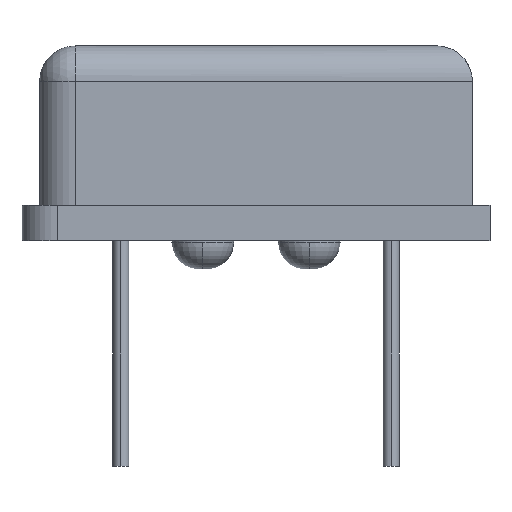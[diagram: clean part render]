
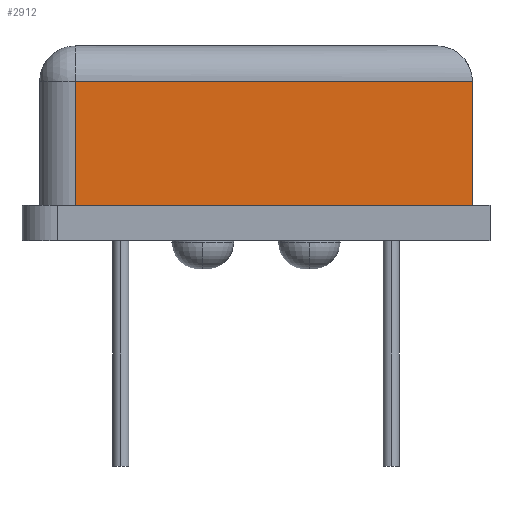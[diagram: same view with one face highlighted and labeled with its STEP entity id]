
A CAD part, left-side view. The second image highlights one B-rep face of the part: STEP entity #2912.
In plain terms, the highlighted planar face has unit normal (-1, 0, 0).
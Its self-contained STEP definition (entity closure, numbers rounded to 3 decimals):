
#49 = VERTEX_POINT ( 'NONE', #2748 ) ;
#310 = CARTESIAN_POINT ( 'NONE',  ( -6.1, -6.1, 4. ) ) ;
#508 = LINE ( 'NONE', #509, #742 ) ;
#509 = CARTESIAN_POINT ( 'NONE',  ( -6.1, 6.1, 0.5 ) ) ;
#510 = DIRECTION ( 'NONE',  ( 0., -1., 0. ) ) ;
#742 = VECTOR ( 'NONE', #510, 1000. ) ;
#882 = EDGE_CURVE ( 'NONE', #49, #2821, #3188, .T. ) ;
#886 = EDGE_CURVE ( 'NONE', #3924, #49, #3200, .T. ) ;
#912 = EDGE_CURVE ( 'NONE', #3924, #2849, #1913, .T. ) ;
#1103 = PLANE ( 'NONE',  #1634 ) ;
#1104 = CARTESIAN_POINT ( 'NONE',  ( -6.1, 6.1, 5. ) ) ;
#1105 = DIRECTION ( 'NONE',  ( 1., 0., 0. ) ) ;
#1106 = DIRECTION ( 'NONE',  ( 0., 0., -1. ) ) ;
#1324 = CARTESIAN_POINT ( 'NONE',  ( -6.1, 5.1, 0.5 ) ) ;
#1352 = CARTESIAN_POINT ( 'NONE',  ( -6.1, -6.1, 0.5 ) ) ;
#1634 = AXIS2_PLACEMENT_3D ( 'NONE', #1104, #1105, #1106 ) ;
#1679 = FACE_OUTER_BOUND ( 'NONE', #2437, .T. ) ;
#1758 = VECTOR ( 'NONE', #3190, 1000. ) ;
#1913 = LINE ( 'NONE', #1914, #2568 ) ;
#1914 = CARTESIAN_POINT ( 'NONE',  ( -6.1, -6.1, 5. ) ) ;
#1915 = DIRECTION ( 'NONE',  ( 0., 0., -1. ) ) ;
#2437 = EDGE_LOOP ( 'NONE', ( #2476, #2641, #2634, #2675 ) ) ;
#2476 = ORIENTED_EDGE ( 'NONE', *, *, #912, .F. ) ;
#2568 = VECTOR ( 'NONE', #1915, 1000. ) ;
#2634 = ORIENTED_EDGE ( 'NONE', *, *, #882, .T. ) ;
#2641 = ORIENTED_EDGE ( 'NONE', *, *, #886, .T. ) ;
#2675 = ORIENTED_EDGE ( 'NONE', *, *, #2943, .T. ) ;
#2717 = VECTOR ( 'NONE', #3202, 1000. ) ;
#2748 = CARTESIAN_POINT ( 'NONE',  ( -6.1, 5.1, 4. ) ) ;
#2821 = VERTEX_POINT ( 'NONE', #1324 ) ;
#2849 = VERTEX_POINT ( 'NONE', #1352 ) ;
#2912 = ADVANCED_FACE ( 'NONE', ( #1679 ), #1103, .F. ) ;
#2943 = EDGE_CURVE ( 'NONE', #2821, #2849, #508, .T. ) ;
#3188 = LINE ( 'NONE', #3189, #1758 ) ;
#3189 = CARTESIAN_POINT ( 'NONE',  ( -6.1, 5.1, 5. ) ) ;
#3190 = DIRECTION ( 'NONE',  ( 0., 0., -1. ) ) ;
#3200 = LINE ( 'NONE', #3201, #2717 ) ;
#3201 = CARTESIAN_POINT ( 'NONE',  ( -6.1, 6.1, 4. ) ) ;
#3202 = DIRECTION ( 'NONE',  ( 0., 1., 0. ) ) ;
#3924 = VERTEX_POINT ( 'NONE', #310 ) ;
